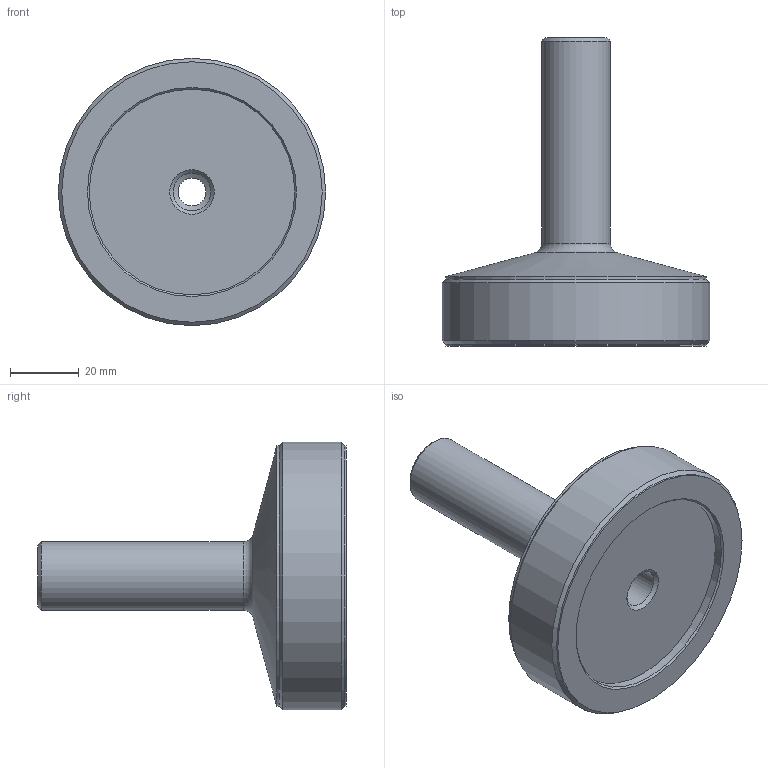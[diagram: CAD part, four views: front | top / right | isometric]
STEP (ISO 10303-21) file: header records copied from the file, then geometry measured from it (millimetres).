
FILE_DESCRIPTION(/* description */ (''),/* implementation_level */ '2;1');
FILE_NAME(/* name */ '10174888.stp',/* time_stamp */ '2018-06-26T11:08:00+02:00',/* author */ (''),/* organization */ (''),/* preprocessor_version */ 'ST-DEVELOPER v15',/* originating_system */ 'SIEMENS PLM Software NX 9.0',/* authorisation */ '');
FILE_SCHEMA (('AUTOMOTIVE_DESIGN { 1 0 10303 214 3 1 1 1 }'));
Length unit declared in the file: millimetre
Products named in the file (1): reic0F9C90C9wz4v
Bounding box: 78 x 90 x 78 mm (x, y, z)
Volume: 114119.5 mm3; surface area: 21542.4 mm2
Topology: 1 solids, 1 shells, 21 faces, 46 edges, 28 vertices
Faces by surface type: cone 9, cylinder 8, plane 3, torus 1
Full cylindrical faces by diameter (mm): 8.1 x1, 11 x1, 12 x1, 20 x1, 60 x1, 76 x2, 78 x1
Entity records: 460 total; most frequent: DIRECTION 86, CARTESIAN_POINT 64, AXIS2_PLACEMENT_3D 43, FACE_BOUND 42, EDGE_LOOP 42, ORIENTED_EDGE 42, ADVANCED_FACE 21, VERTEX_POINT 21
